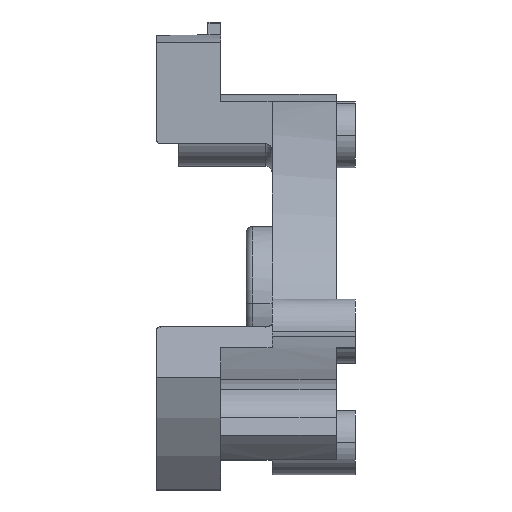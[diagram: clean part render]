
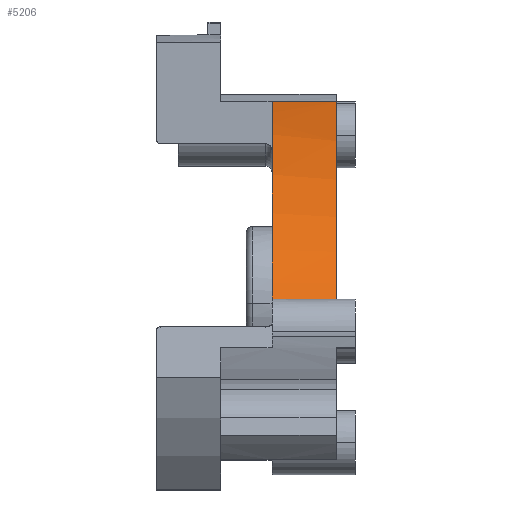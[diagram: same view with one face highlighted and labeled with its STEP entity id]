
A CAD part, top view. The second image highlights one B-rep face of the part: STEP entity #5206.
In plain terms, the highlighted cylindrical face has radius 20 mm (diameter 40 mm), a partial arc.
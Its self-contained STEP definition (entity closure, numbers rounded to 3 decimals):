
#5 = LINE ( 'NONE', #443, #4375 ) ;
#97 = VERTEX_POINT ( 'NONE', #3248 ) ;
#140 = DIRECTION ( 'NONE',  ( 0., 0., 1. ) ) ;
#443 = CARTESIAN_POINT ( 'NONE',  ( -1.75, -0.652, 11.869 ) ) ;
#481 = EDGE_CURVE ( 'NONE', #2442, #97, #5, .T. ) ;
#666 = DIRECTION ( 'NONE',  ( -1., 0., 0. ) ) ;
#697 = CARTESIAN_POINT ( 'NONE',  ( 0., 14.434, 25. ) ) ;
#715 = DIRECTION ( 'NONE',  ( 0., -0.866, -0.5 ) ) ;
#741 = CIRCLE ( 'NONE', #5269, 20. ) ;
#905 = EDGE_CURVE ( 'NONE', #2846, #4725, #5135, .T. ) ;
#1115 = CARTESIAN_POINT ( 'NONE',  ( -5., 15.711, 5.041 ) ) ;
#1156 = DIRECTION ( 'NONE',  ( -1., 0., 0. ) ) ;
#1231 = ORIENTED_EDGE ( 'NONE', *, *, #481, .T. ) ;
#1297 = DIRECTION ( 'NONE',  ( 1., 0., 0. ) ) ;
#1556 = DIRECTION ( 'NONE',  ( 0., -0.866, -0.5 ) ) ;
#1607 = CARTESIAN_POINT ( 'NONE',  ( -5., 14.434, 25. ) ) ;
#1624 = EDGE_LOOP ( 'NONE', ( #2967, #1231, #5539, #3937, #5199 ) ) ;
#1753 = CARTESIAN_POINT ( 'NONE',  ( 0., 15.711, 5.041 ) ) ;
#2281 = CARTESIAN_POINT ( 'NONE',  ( -5., 13.156, 5.041 ) ) ;
#2442 = VERTEX_POINT ( 'NONE', #2766 ) ;
#2534 = DIRECTION ( 'NONE',  ( 0., 0., 1. ) ) ;
#2644 = EDGE_CURVE ( 'NONE', #3469, #2442, #2903, .T. ) ;
#2755 = DIRECTION ( 'NONE',  ( 1., 0., 0. ) ) ;
#2766 = CARTESIAN_POINT ( 'NONE',  ( -5., -0.652, 11.869 ) ) ;
#2846 = VERTEX_POINT ( 'NONE', #1115 ) ;
#2903 = CIRCLE ( 'NONE', #3186, 20. ) ;
#2916 = CARTESIAN_POINT ( 'NONE',  ( -5., 14.434, 25. ) ) ;
#2967 = ORIENTED_EDGE ( 'NONE', *, *, #2644, .T. ) ;
#3047 = AXIS2_PLACEMENT_3D ( 'NONE', #3776, #3309, #140 ) ;
#3186 = AXIS2_PLACEMENT_3D ( 'NONE', #1607, #1156, #715 ) ;
#3248 = CARTESIAN_POINT ( 'NONE',  ( 0., -0.652, 11.869 ) ) ;
#3309 = DIRECTION ( 'NONE',  ( -1., 0., 0. ) ) ;
#3333 = FACE_OUTER_BOUND ( 'NONE', #1624, .T. ) ;
#3350 = EDGE_CURVE ( 'NONE', #2846, #3469, #741, .T. ) ;
#3469 = VERTEX_POINT ( 'NONE', #2281 ) ;
#3776 = CARTESIAN_POINT ( 'NONE',  ( 5., 14.434, 25. ) ) ;
#3937 = ORIENTED_EDGE ( 'NONE', *, *, #905, .F. ) ;
#4251 = CARTESIAN_POINT ( 'NONE',  ( 0., 15.711, 5.041 ) ) ;
#4306 = DIRECTION ( 'NONE',  ( -1., 0., 0. ) ) ;
#4375 = VECTOR ( 'NONE', #1297, 1000. ) ;
#4521 = VECTOR ( 'NONE', #2755, 1000. ) ;
#4560 = AXIS2_PLACEMENT_3D ( 'NONE', #697, #4306, #2534 ) ;
#4725 = VERTEX_POINT ( 'NONE', #1753 ) ;
#5135 = LINE ( 'NONE', #4251, #4521 ) ;
#5163 = CYLINDRICAL_SURFACE ( 'NONE', #3047, 20. ) ;
#5199 = ORIENTED_EDGE ( 'NONE', *, *, #3350, .T. ) ;
#5206 = ADVANCED_FACE ( 'NONE', ( #3333 ), #5163, .F. ) ;
#5269 = AXIS2_PLACEMENT_3D ( 'NONE', #2916, #666, #1556 ) ;
#5322 = EDGE_CURVE ( 'NONE', #4725, #97, #5584, .T. ) ;
#5539 = ORIENTED_EDGE ( 'NONE', *, *, #5322, .F. ) ;
#5584 = CIRCLE ( 'NONE', #4560, 20. ) ;
